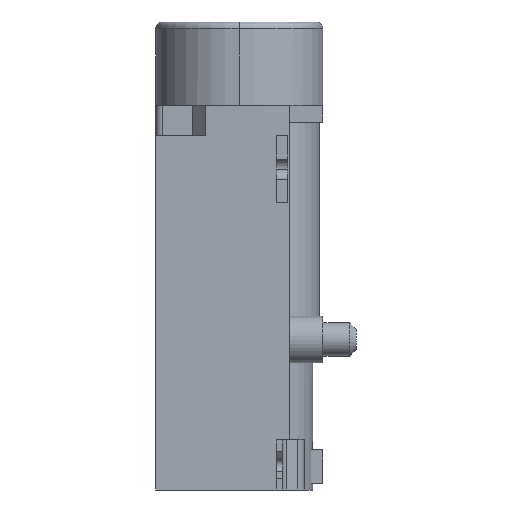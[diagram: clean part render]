
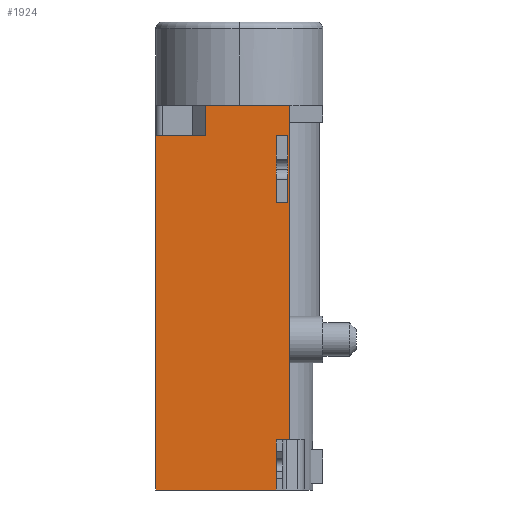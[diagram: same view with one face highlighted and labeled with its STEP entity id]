
A CAD part, left-side view. The second image highlights one B-rep face of the part: STEP entity #1924.
In plain terms, the highlighted planar face has unit normal (-1, 0, 0).
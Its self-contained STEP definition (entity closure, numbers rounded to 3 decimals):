
#248 = ORIENTED_EDGE ( 'NONE', *, *, #2493, .F. ) ;
#262 = EDGE_LOOP ( 'NONE', ( #3526, #976, #248, #1592, #3611, #2796 ) ) ;
#424 = CARTESIAN_POINT ( 'NONE',  ( -3.25, 2.5, -11.5 ) ) ;
#485 = VERTEX_POINT ( 'NONE', #3370 ) ;
#492 = VERTEX_POINT ( 'NONE', #1829 ) ;
#517 = VECTOR ( 'NONE', #3218, 1000. ) ;
#539 = CARTESIAN_POINT ( 'NONE',  ( -3.25, 1., -0.9 ) ) ;
#541 = VERTEX_POINT ( 'NONE', #2151 ) ;
#564 = LINE ( 'NONE', #424, #3628 ) ;
#609 = CARTESIAN_POINT ( 'NONE',  ( -3.25, 2.5, -11.5 ) ) ;
#711 = AXIS2_PLACEMENT_3D ( 'NONE', #1929, #1644, #3784 ) ;
#976 = ORIENTED_EDGE ( 'NONE', *, *, #2784, .F. ) ;
#1266 = VERTEX_POINT ( 'NONE', #2291 ) ;
#1329 = PLANE ( 'NONE',  #711 ) ;
#1477 = VERTEX_POINT ( 'NONE', #2459 ) ;
#1592 = ORIENTED_EDGE ( 'NONE', *, *, #2433, .F. ) ;
#1642 = CARTESIAN_POINT ( 'NONE',  ( -3.25, 2.5, -11.5 ) ) ;
#1644 = DIRECTION ( 'NONE',  ( -1., 0., 0. ) ) ;
#1663 = EDGE_CURVE ( 'NONE', #2621, #1266, #3762, .T. ) ;
#1762 = DIRECTION ( 'NONE',  ( 0., -1., 0. ) ) ;
#1768 = VECTOR ( 'NONE', #2653, 1000. ) ;
#1829 = CARTESIAN_POINT ( 'NONE',  ( -3.25, 1., 0. ) ) ;
#1854 = LINE ( 'NONE', #3558, #1768 ) ;
#1924 = ADVANCED_FACE ( 'NONE', ( #2090 ), #1329, .T. ) ;
#1929 = CARTESIAN_POINT ( 'NONE',  ( -3.25, 2.5, -11.5 ) ) ;
#1933 = EDGE_CURVE ( 'NONE', #2621, #485, #564, .T. ) ;
#1943 = DIRECTION ( 'NONE',  ( 0., -1., 0. ) ) ;
#2043 = LINE ( 'NONE', #2064, #3585 ) ;
#2064 = CARTESIAN_POINT ( 'NONE',  ( -3.25, 2.5, 0. ) ) ;
#2090 = FACE_OUTER_BOUND ( 'NONE', #262, .T. ) ;
#2137 = VECTOR ( 'NONE', #1943, 1000. ) ;
#2140 = LINE ( 'NONE', #2914, #517 ) ;
#2151 = CARTESIAN_POINT ( 'NONE',  ( -3.25, -1.5, 0. ) ) ;
#2253 = DIRECTION ( 'NONE',  ( 0., 0., 1. ) ) ;
#2291 = CARTESIAN_POINT ( 'NONE',  ( -3.25, -1.5, -11.5 ) ) ;
#2390 = VECTOR ( 'NONE', #2687, 1000. ) ;
#2433 = EDGE_CURVE ( 'NONE', #485, #1477, #1854, .T. ) ;
#2459 = CARTESIAN_POINT ( 'NONE',  ( -3.25, 1., -0.9 ) ) ;
#2493 = EDGE_CURVE ( 'NONE', #1477, #492, #3928, .T. ) ;
#2621 = VERTEX_POINT ( 'NONE', #609 ) ;
#2653 = DIRECTION ( 'NONE',  ( 0., -1., 0. ) ) ;
#2687 = DIRECTION ( 'NONE',  ( 0., 0., 1. ) ) ;
#2784 = EDGE_CURVE ( 'NONE', #492, #541, #2043, .T. ) ;
#2796 = ORIENTED_EDGE ( 'NONE', *, *, #1663, .T. ) ;
#2914 = CARTESIAN_POINT ( 'NONE',  ( -3.25, -1.5, -11.5 ) ) ;
#3218 = DIRECTION ( 'NONE',  ( 0., 0., 1. ) ) ;
#3370 = CARTESIAN_POINT ( 'NONE',  ( -3.25, 2.5, -0.9 ) ) ;
#3526 = ORIENTED_EDGE ( 'NONE', *, *, #3563, .T. ) ;
#3558 = CARTESIAN_POINT ( 'NONE',  ( -3.25, 1., -0.9 ) ) ;
#3563 = EDGE_CURVE ( 'NONE', #1266, #541, #2140, .T. ) ;
#3585 = VECTOR ( 'NONE', #1762, 1000. ) ;
#3611 = ORIENTED_EDGE ( 'NONE', *, *, #1933, .F. ) ;
#3628 = VECTOR ( 'NONE', #2253, 1000. ) ;
#3762 = LINE ( 'NONE', #1642, #2137 ) ;
#3784 = DIRECTION ( 'NONE',  ( 0., -1., 0. ) ) ;
#3928 = LINE ( 'NONE', #539, #2390 ) ;
